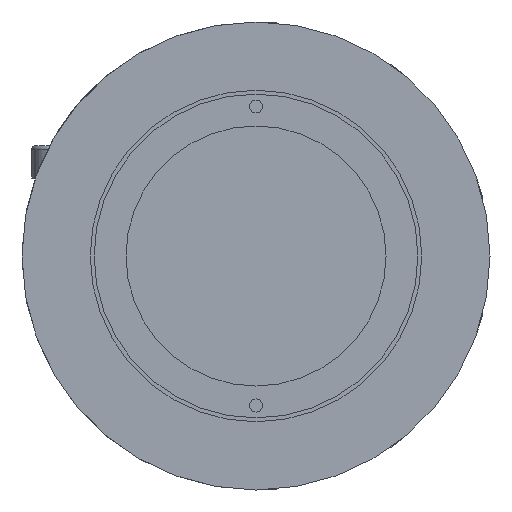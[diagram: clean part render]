
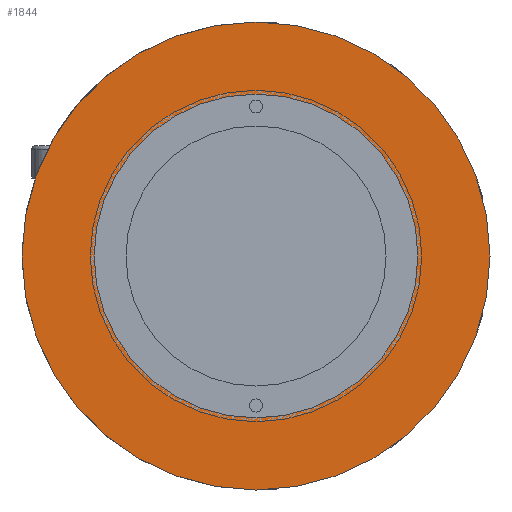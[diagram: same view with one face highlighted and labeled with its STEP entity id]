
A CAD part, left-side view. The second image highlights one B-rep face of the part: STEP entity #1844.
In plain terms, the highlighted planar face has unit normal (-1, 0, 0).
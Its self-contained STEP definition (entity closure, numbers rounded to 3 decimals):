
#111 = CARTESIAN_POINT ( 'NONE',  ( 0., 0., 12.45 ) ) ;
#149 = EDGE_CURVE ( 'NONE', #756, #2304, #2424, .T. ) ;
#226 = CARTESIAN_POINT ( 'NONE',  ( 0., 0., -12.45 ) ) ;
#318 = CARTESIAN_POINT ( 'NONE',  ( 0., 18., 0. ) ) ;
#403 = CARTESIAN_POINT ( 'NONE',  ( 0., 0., 0. ) ) ;
#561 = AXIS2_PLACEMENT_3D ( 'NONE', #1095, #2708, #1313 ) ;
#645 = DIRECTION ( 'NONE',  ( 0., 0., 1. ) ) ;
#756 = VERTEX_POINT ( 'NONE', #2223 ) ;
#785 = VERTEX_POINT ( 'NONE', #111 ) ;
#792 = ORIENTED_EDGE ( 'NONE', *, *, #2776, .T. ) ;
#861 = AXIS2_PLACEMENT_3D ( 'NONE', #1353, #2989, #1589 ) ;
#937 = CARTESIAN_POINT ( 'NONE',  ( 0., 0., 18. ) ) ;
#980 = EDGE_LOOP ( 'NONE', ( #792, #1268 ) ) ;
#985 = ORIENTED_EDGE ( 'NONE', *, *, #2447, .F. ) ;
#1095 = CARTESIAN_POINT ( 'NONE',  ( 0., 0., 0. ) ) ;
#1161 = AXIS2_PLACEMENT_3D ( 'NONE', #403, #2048, #645 ) ;
#1177 = CIRCLE ( 'NONE', #861, 18. ) ;
#1219 = FACE_OUTER_BOUND ( 'NONE', #980, .T. ) ;
#1268 = ORIENTED_EDGE ( 'NONE', *, *, #149, .T. ) ;
#1313 = DIRECTION ( 'NONE',  ( 0., 0., 1. ) ) ;
#1353 = CARTESIAN_POINT ( 'NONE',  ( 0., 0., 0. ) ) ;
#1493 = DIRECTION ( 'NONE',  ( 1., 0., 0. ) ) ;
#1553 = CIRCLE ( 'NONE', #561, 12.45 ) ;
#1554 = DIRECTION ( 'NONE',  ( -1., 0., 0. ) ) ;
#1589 = DIRECTION ( 'NONE',  ( 0., 0., 1. ) ) ;
#1673 = AXIS2_PLACEMENT_3D ( 'NONE', #318, #1493, #2440 ) ;
#1844 = ADVANCED_FACE ( 'NONE', ( #3016, #1219 ), #2194, .F. ) ;
#1934 = EDGE_LOOP ( 'NONE', ( #2285, #985 ) ) ;
#1945 = EDGE_CURVE ( 'NONE', #785, #2904, #1553, .T. ) ;
#2048 = DIRECTION ( 'NONE',  ( -1., 0., 0. ) ) ;
#2055 = CIRCLE ( 'NONE', #1161, 12.45 ) ;
#2194 = PLANE ( 'NONE',  #1673 ) ;
#2223 = CARTESIAN_POINT ( 'NONE',  ( 0., 0., -18. ) ) ;
#2264 = DIRECTION ( 'NONE',  ( 0., 0., 1. ) ) ;
#2285 = ORIENTED_EDGE ( 'NONE', *, *, #1945, .F. ) ;
#2304 = VERTEX_POINT ( 'NONE', #937 ) ;
#2424 = CIRCLE ( 'NONE', #2795, 18. ) ;
#2440 = DIRECTION ( 'NONE',  ( 0., 0., -1. ) ) ;
#2447 = EDGE_CURVE ( 'NONE', #2904, #785, #2055, .T. ) ;
#2708 = DIRECTION ( 'NONE',  ( -1., 0., 0. ) ) ;
#2712 = CARTESIAN_POINT ( 'NONE',  ( 0., 0., 0. ) ) ;
#2776 = EDGE_CURVE ( 'NONE', #2304, #756, #1177, .T. ) ;
#2795 = AXIS2_PLACEMENT_3D ( 'NONE', #2712, #1554, #2264 ) ;
#2904 = VERTEX_POINT ( 'NONE', #226 ) ;
#2989 = DIRECTION ( 'NONE',  ( -1., 0., 0. ) ) ;
#3016 = FACE_BOUND ( 'NONE', #1934, .T. ) ;
